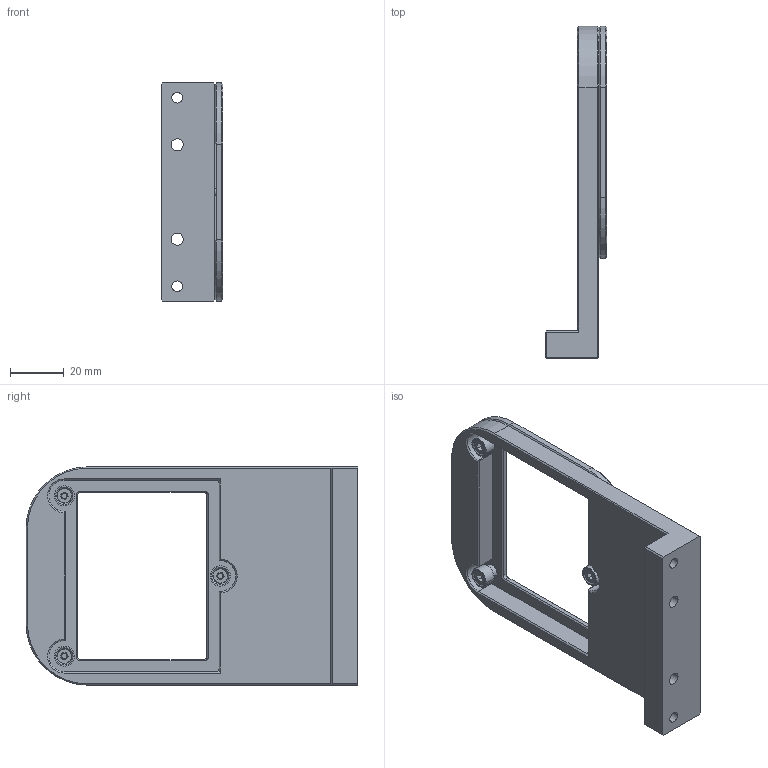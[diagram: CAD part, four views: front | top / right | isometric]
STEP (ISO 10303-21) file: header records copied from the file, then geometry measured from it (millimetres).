
FILE_DESCRIPTION (( 'STEP AP203' ), '1' );
FILE_NAME ('DP18948-B_CMPH036-056.step', '2021-11-22T14:16:32', ( '' ), ( '' ), 'SwSTEP 2.0', 'SolidWorks 2021', '' );
FILE_SCHEMA (( 'CONFIG_CONTROL_DESIGN' ));
Length unit declared in the file: millimetre
Products named in the file (1): DP18948-B_CMPH036-056
Bounding box: 23 x 123.1 x 81 mm (x, y, z)
Surface area: 27619.2 mm2 (no closed solid volume)
Topology: 0 solids, 11 shells, 188 faces, 467 edges, 294 vertices
Faces by surface type: plane 96, cylinder 51, cone 35, torus 6
Entity records: 5612 total; most frequent: DIRECTION 995, CARTESIAN_POINT 992, ORIENTED_EDGE 856, EDGE_CURVE 467, AXIS2_PLACEMENT_3D 353, VERTEX_POINT 294, LINE 289, VECTOR 289
